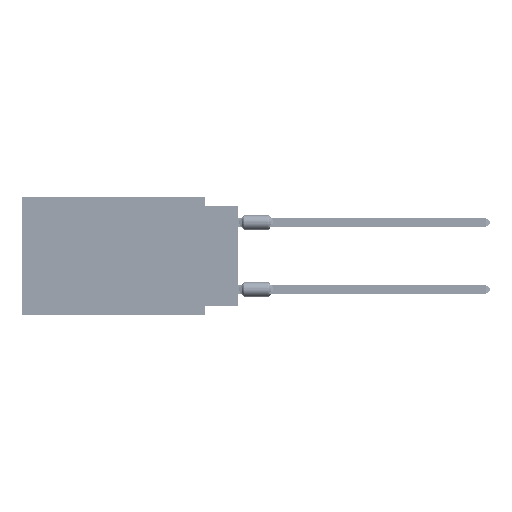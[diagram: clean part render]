
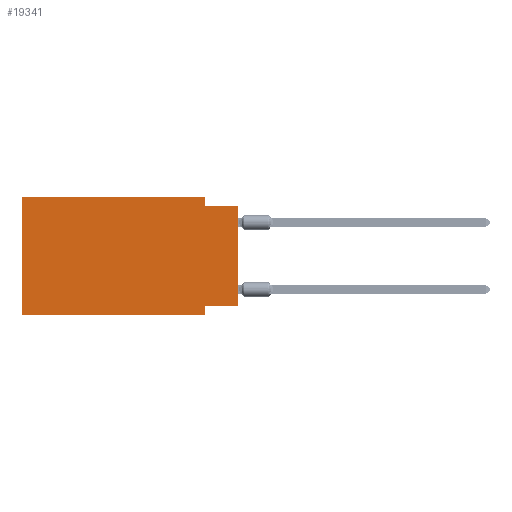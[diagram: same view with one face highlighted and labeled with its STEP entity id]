
A CAD part, left-side view. The second image highlights one B-rep face of the part: STEP entity #19341.
In plain terms, the highlighted planar face has unit normal (-1, 0, 0).
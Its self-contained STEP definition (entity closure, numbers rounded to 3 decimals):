
#756 = VERTEX_POINT ( 'NONE', #75744 ) ;
#7891 = CARTESIAN_POINT ( 'NONE',  ( 0., 2.54, -8.89 ) ) ;
#8559 = EDGE_CURVE ( 'NONE', #34317, #10967, #66292, .T. ) ;
#9319 = EDGE_CURVE ( 'NONE', #71028, #42340, #77270, .T. ) ;
#9342 = VECTOR ( 'NONE', #76249, 1000. ) ;
#9697 = ORIENTED_EDGE ( 'NONE', *, *, #68915, .T. ) ;
#10564 = VECTOR ( 'NONE', #15993, 1000. ) ;
#10967 = VERTEX_POINT ( 'NONE', #7891 ) ;
#11938 = ORIENTED_EDGE ( 'NONE', *, *, #8559, .F. ) ;
#11969 = ORIENTED_EDGE ( 'NONE', *, *, #18520, .F. ) ;
#12039 = LINE ( 'NONE', #12442, #69203 ) ;
#12442 = CARTESIAN_POINT ( 'NONE',  ( 0., 0., -0.635 ) ) ;
#13139 = LINE ( 'NONE', #20566, #54124 ) ;
#13334 = AXIS2_PLACEMENT_3D ( 'NONE', #77997, #39656, #58227 ) ;
#15125 = VERTEX_POINT ( 'NONE', #72520 ) ;
#15993 = DIRECTION ( 'NONE',  ( 0., 0., -1. ) ) ;
#16124 = EDGE_LOOP ( 'NONE', ( #62993, #38759, #43304, #11969, #69171, #9697, #11938, #48460 ) ) ;
#18520 = EDGE_CURVE ( 'NONE', #42340, #756, #77486, .T. ) ;
#18563 = EDGE_CURVE ( 'NONE', #756, #33999, #13139, .T. ) ;
#19341 = ADVANCED_FACE ( 'NONE', ( #33052 ), #40060, .F. ) ;
#20095 = LINE ( 'NONE', #45681, #27698 ) ;
#20538 = CARTESIAN_POINT ( 'NONE',  ( 0., 2.54, -8.255 ) ) ;
#20566 = CARTESIAN_POINT ( 'NONE',  ( 0., 2.54, 0. ) ) ;
#20778 = CARTESIAN_POINT ( 'NONE',  ( 0., 16.383, 0. ) ) ;
#26761 = CARTESIAN_POINT ( 'NONE',  ( 0., 16.383, 0. ) ) ;
#27113 = DIRECTION ( 'NONE',  ( 0., -1., 0. ) ) ;
#27698 = VECTOR ( 'NONE', #27113, 1000. ) ;
#28995 = LINE ( 'NONE', #40145, #38709 ) ;
#30089 = VECTOR ( 'NONE', #63138, 1000. ) ;
#31326 = VERTEX_POINT ( 'NONE', #43105 ) ;
#33052 = FACE_OUTER_BOUND ( 'NONE', #16124, .T. ) ;
#33999 = VERTEX_POINT ( 'NONE', #59799 ) ;
#34317 = VERTEX_POINT ( 'NONE', #20538 ) ;
#38709 = VECTOR ( 'NONE', #65697, 1000. ) ;
#38759 = ORIENTED_EDGE ( 'NONE', *, *, #51369, .F. ) ;
#39656 = DIRECTION ( 'NONE',  ( 1., 0., 0. ) ) ;
#40060 = PLANE ( 'NONE',  #13334 ) ;
#40145 = CARTESIAN_POINT ( 'NONE',  ( 0., 0., -8.255 ) ) ;
#42265 = VECTOR ( 'NONE', #69851, 1000. ) ;
#42340 = VERTEX_POINT ( 'NONE', #75401 ) ;
#43076 = EDGE_CURVE ( 'NONE', #15125, #31326, #75105, .T. ) ;
#43105 = CARTESIAN_POINT ( 'NONE',  ( 0., 0., -0.635 ) ) ;
#43304 = ORIENTED_EDGE ( 'NONE', *, *, #18563, .F. ) ;
#45681 = CARTESIAN_POINT ( 'NONE',  ( 0., 16.383, -8.89 ) ) ;
#45737 = DIRECTION ( 'NONE',  ( 0., 0., -1. ) ) ;
#48460 = ORIENTED_EDGE ( 'NONE', *, *, #80713, .F. ) ;
#51369 = EDGE_CURVE ( 'NONE', #33999, #31326, #12039, .T. ) ;
#54124 = VECTOR ( 'NONE', #45737, 1000. ) ;
#56958 = CARTESIAN_POINT ( 'NONE',  ( 0., 0., 0. ) ) ;
#58227 = DIRECTION ( 'NONE',  ( 0., 0., -1. ) ) ;
#59799 = CARTESIAN_POINT ( 'NONE',  ( 0., 2.54, -0.635 ) ) ;
#60126 = CARTESIAN_POINT ( 'NONE',  ( 0., 2.54, -8.89 ) ) ;
#62993 = ORIENTED_EDGE ( 'NONE', *, *, #43076, .T. ) ;
#63138 = DIRECTION ( 'NONE',  ( 0., 0., 1. ) ) ;
#63636 = CARTESIAN_POINT ( 'NONE',  ( 0., 16.383, -8.89 ) ) ;
#65697 = DIRECTION ( 'NONE',  ( 0., 1., 0. ) ) ;
#66292 = LINE ( 'NONE', #60126, #10564 ) ;
#68915 = EDGE_CURVE ( 'NONE', #71028, #10967, #20095, .T. ) ;
#69171 = ORIENTED_EDGE ( 'NONE', *, *, #9319, .F. ) ;
#69203 = VECTOR ( 'NONE', #74755, 1000. ) ;
#69851 = DIRECTION ( 'NONE',  ( 0., 0., 1. ) ) ;
#71028 = VERTEX_POINT ( 'NONE', #63636 ) ;
#72520 = CARTESIAN_POINT ( 'NONE',  ( 0., 0., -8.255 ) ) ;
#74755 = DIRECTION ( 'NONE',  ( 0., -1., 0. ) ) ;
#75105 = LINE ( 'NONE', #56958, #30089 ) ;
#75401 = CARTESIAN_POINT ( 'NONE',  ( 0., 16.383, 0. ) ) ;
#75744 = CARTESIAN_POINT ( 'NONE',  ( 0., 2.54, 0. ) ) ;
#76249 = DIRECTION ( 'NONE',  ( 0., -1., 0. ) ) ;
#77270 = LINE ( 'NONE', #20778, #42265 ) ;
#77486 = LINE ( 'NONE', #26761, #9342 ) ;
#77997 = CARTESIAN_POINT ( 'NONE',  ( 0., 16.383, 0. ) ) ;
#80713 = EDGE_CURVE ( 'NONE', #15125, #34317, #28995, .T. ) ;
